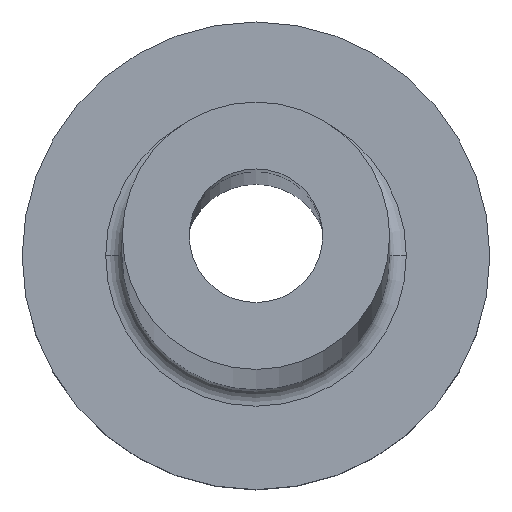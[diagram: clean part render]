
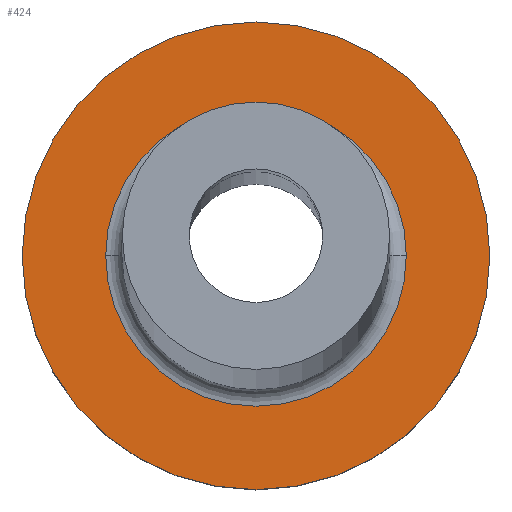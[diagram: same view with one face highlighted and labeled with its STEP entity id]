
A CAD part, top view. The second image highlights one B-rep face of the part: STEP entity #424.
In plain terms, the highlighted planar face has unit normal (0, 0, 1).
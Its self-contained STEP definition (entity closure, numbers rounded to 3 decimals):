
#13 = CARTESIAN_POINT ( 'NONE',  ( 0., 0., 5. ) ) ;
#15 = PLANE ( 'NONE',  #453 ) ;
#22 = ORIENTED_EDGE ( 'NONE', *, *, #98, .T. ) ;
#34 = CARTESIAN_POINT ( 'NONE',  ( 0., 0., 5. ) ) ;
#38 = DIRECTION ( 'NONE',  ( 1., 0., 0. ) ) ;
#49 = ORIENTED_EDGE ( 'NONE', *, *, #248, .T. ) ;
#61 = DIRECTION ( 'NONE',  ( 0., 0., -1. ) ) ;
#67 = DIRECTION ( 'NONE',  ( 1., 0., 0. ) ) ;
#75 = DIRECTION ( 'NONE',  ( 1., 0., 0. ) ) ;
#76 = CARTESIAN_POINT ( 'NONE',  ( 0., 0., 5. ) ) ;
#80 = EDGE_LOOP ( 'NONE', ( #196, #355 ) ) ;
#98 = EDGE_CURVE ( 'NONE', #145, #446, #236, .T. ) ;
#139 = CARTESIAN_POINT ( 'NONE',  ( 7., 0., 5. ) ) ;
#145 = VERTEX_POINT ( 'NONE', #174 ) ;
#164 = CARTESIAN_POINT ( 'NONE',  ( 0., 0., 5. ) ) ;
#167 = AXIS2_PLACEMENT_3D ( 'NONE', #223, #231, #187 ) ;
#174 = CARTESIAN_POINT ( 'NONE',  ( -4.5, 0., 5. ) ) ;
#186 = VERTEX_POINT ( 'NONE', #139 ) ;
#187 = DIRECTION ( 'NONE',  ( 1., 0., 0. ) ) ;
#195 = DIRECTION ( 'NONE',  ( 1., 0., 0. ) ) ;
#196 = ORIENTED_EDGE ( 'NONE', *, *, #415, .T. ) ;
#197 = FACE_OUTER_BOUND ( 'NONE', #80, .T. ) ;
#213 = CIRCLE ( 'NONE', #283, 7. ) ;
#216 = DIRECTION ( 'NONE',  ( 0., 0., -1. ) ) ;
#223 = CARTESIAN_POINT ( 'NONE',  ( 0., 0., 5. ) ) ;
#231 = DIRECTION ( 'NONE',  ( 0., 0., 1. ) ) ;
#233 = VERTEX_POINT ( 'NONE', #428 ) ;
#236 = CIRCLE ( 'NONE', #279, 4.5 ) ;
#248 = EDGE_CURVE ( 'NONE', #446, #145, #317, .T. ) ;
#272 = AXIS2_PLACEMENT_3D ( 'NONE', #76, #216, #75 ) ;
#279 = AXIS2_PLACEMENT_3D ( 'NONE', #164, #61, #67 ) ;
#283 = AXIS2_PLACEMENT_3D ( 'NONE', #34, #460, #38 ) ;
#298 = FACE_BOUND ( 'NONE', #396, .T. ) ;
#317 = CIRCLE ( 'NONE', #272, 4.5 ) ;
#320 = EDGE_CURVE ( 'NONE', #186, #233, #213, .T. ) ;
#329 = DIRECTION ( 'NONE',  ( 0., 0., 1. ) ) ;
#341 = CARTESIAN_POINT ( 'NONE',  ( 4.5, 0., 5. ) ) ;
#355 = ORIENTED_EDGE ( 'NONE', *, *, #320, .T. ) ;
#396 = EDGE_LOOP ( 'NONE', ( #49, #22 ) ) ;
#415 = EDGE_CURVE ( 'NONE', #233, #186, #437, .T. ) ;
#424 = ADVANCED_FACE ( 'NONE', ( #298, #197 ), #15, .T. ) ;
#428 = CARTESIAN_POINT ( 'NONE',  ( -7., 0., 5. ) ) ;
#437 = CIRCLE ( 'NONE', #167, 7. ) ;
#446 = VERTEX_POINT ( 'NONE', #341 ) ;
#453 = AXIS2_PLACEMENT_3D ( 'NONE', #13, #329, #195 ) ;
#460 = DIRECTION ( 'NONE',  ( 0., 0., 1. ) ) ;
